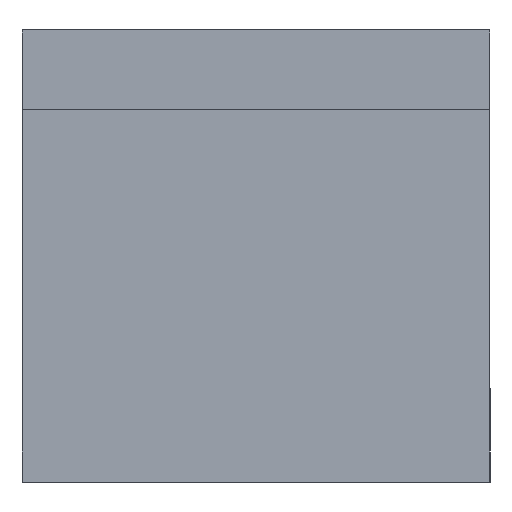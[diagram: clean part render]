
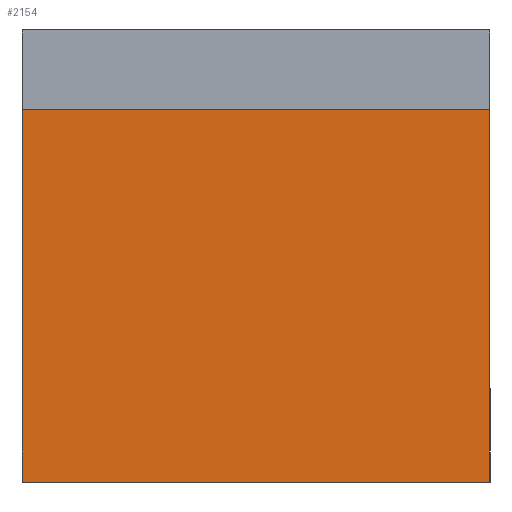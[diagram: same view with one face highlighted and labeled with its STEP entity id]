
A CAD part, left-side view. The second image highlights one B-rep face of the part: STEP entity #2154.
In plain terms, the highlighted planar face has unit normal (-1, 0, 0).
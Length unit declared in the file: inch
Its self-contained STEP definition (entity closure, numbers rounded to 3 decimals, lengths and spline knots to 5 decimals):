
#43 = CARTESIAN_POINT ( 'NONE',  ( -3.13711, 1.08488, -1.06335 ) ) ;
#267 = CARTESIAN_POINT ( 'NONE',  ( -3.13711, 1.08488, 0.68665 ) ) ;
#427 = VECTOR ( 'NONE', #2544, 39.37008 ) ;
#460 = LINE ( 'NONE', #2559, #427 ) ;
#524 = EDGE_CURVE ( 'NONE', #3435, #2815, #460, .T. ) ;
#835 = VECTOR ( 'NONE', #2423, 39.37008 ) ;
#903 = EDGE_CURVE ( 'NONE', #3238, #2599, #3409, .T. ) ;
#1194 = CARTESIAN_POINT ( 'NONE',  ( -3.13711, -1.11512, 0.68665 ) ) ;
#1710 = CARTESIAN_POINT ( 'NONE',  ( -3.13711, -1.11512, 0.68665 ) ) ;
#1726 = CARTESIAN_POINT ( 'NONE',  ( -3.13711, 1.08488, 0.68665 ) ) ;
#1730 = CARTESIAN_POINT ( 'NONE',  ( -3.13711, 1.08488, -1.06335 ) ) ;
#1764 = DIRECTION ( 'NONE',  ( 0., -1., 0. ) ) ;
#1902 = CARTESIAN_POINT ( 'NONE',  ( -3.13711, -0.01512, -0.18835 ) ) ;
#1922 = LINE ( 'NONE', #1194, #2680 ) ;
#2154 = ADVANCED_FACE ( 'NONE', ( #3112 ), #2550, .F. ) ;
#2237 = DIRECTION ( 'NONE',  ( 0., -1., 0. ) ) ;
#2397 = EDGE_LOOP ( 'NONE', ( #3592, #4001, #2650, #2832 ) ) ;
#2423 = DIRECTION ( 'NONE',  ( 0., 0., -1. ) ) ;
#2544 = DIRECTION ( 'NONE',  ( 0., 1., 0. ) ) ;
#2550 = PLANE ( 'NONE',  #3962 ) ;
#2559 = CARTESIAN_POINT ( 'NONE',  ( -3.13711, 1.08488, 0.68665 ) ) ;
#2599 = VERTEX_POINT ( 'NONE', #3758 ) ;
#2650 = ORIENTED_EDGE ( 'NONE', *, *, #2860, .T. ) ;
#2680 = VECTOR ( 'NONE', #2983, 39.37008 ) ;
#2707 = EDGE_CURVE ( 'NONE', #2599, #3435, #1922, .T. ) ;
#2815 = VERTEX_POINT ( 'NONE', #267 ) ;
#2832 = ORIENTED_EDGE ( 'NONE', *, *, #903, .T. ) ;
#2860 = EDGE_CURVE ( 'NONE', #2815, #3238, #3563, .T. ) ;
#2983 = DIRECTION ( 'NONE',  ( 0., 0., 1. ) ) ;
#3112 = FACE_OUTER_BOUND ( 'NONE', #2397, .T. ) ;
#3238 = VERTEX_POINT ( 'NONE', #43 ) ;
#3365 = VECTOR ( 'NONE', #1764, 39.37008 ) ;
#3409 = LINE ( 'NONE', #1730, #3365 ) ;
#3435 = VERTEX_POINT ( 'NONE', #1710 ) ;
#3563 = LINE ( 'NONE', #1726, #835 ) ;
#3592 = ORIENTED_EDGE ( 'NONE', *, *, #2707, .T. ) ;
#3758 = CARTESIAN_POINT ( 'NONE',  ( -3.13711, -1.11512, -1.06335 ) ) ;
#3962 = AXIS2_PLACEMENT_3D ( 'NONE', #1902, #4102, #2237 ) ;
#4001 = ORIENTED_EDGE ( 'NONE', *, *, #524, .T. ) ;
#4102 = DIRECTION ( 'NONE',  ( 1., 0., 0. ) ) ;
